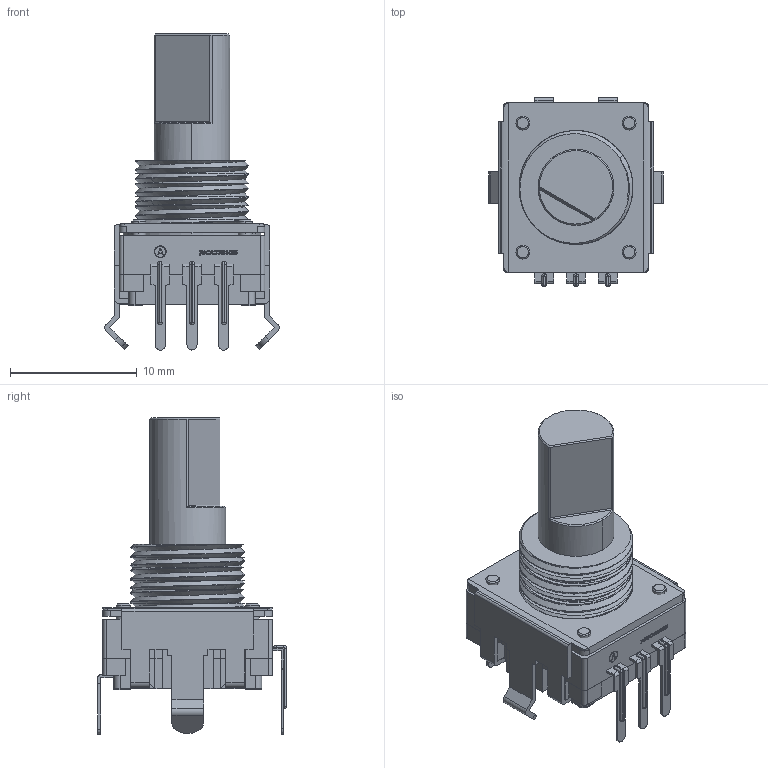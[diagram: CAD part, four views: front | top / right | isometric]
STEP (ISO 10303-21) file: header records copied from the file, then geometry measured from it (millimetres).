
FILE_DESCRIPTION (( 'STEP AP214' ), '1' );
FILE_NAME ('PEC11R-4215F-S0024.STEP', '2023-01-10T11:26:32', ( 'ADMIN' ), ( '' ), 'SwSTEP 2.0', 'SolidWorks 2016', '' );
FILE_SCHEMA (( 'AUTOMOTIVE_DESIGN' ));
Length unit declared in the file: millimetre
Products named in the file (15): 10; 9; 8; 7; 6; 5; 4; 3; 1; PEC11R-4215F-S0024; 2; Bourns Logo; pec12r-3x17f-sxxxx; 888
Assembly tree (17 placements, depth 3):
  PEC11R-4215F-S0024
    1
      1
      3
      4
      5
      6
      7
      8
      9
      10
      888
      pec12r-3x17f-sxxxx
      Bourns Logo
      2  x4
Bounding box: 13.8 x 14.93 x 25 mm (x, y, z)
Volume: 1191 mm3; surface area: 2922 mm2
Topology: 41 solids, 56 shells, 1020 faces, 2594 edges, 1698 vertices
Faces by surface type: plane 601, cylinder 226, bspline 147, cone 30, torus 16
Full cylindrical faces by diameter (mm): 9 x4
Entity records: 42733 total; most frequent: CARTESIAN_POINT 8223, ORIENTED_EDGE 4912, DIRECTION 4354, EDGE_CURVE 2458, VECTOR 1712, LINE 1712, VERTEX_POINT 1611, AXIS2_PLACEMENT_3D 1321
